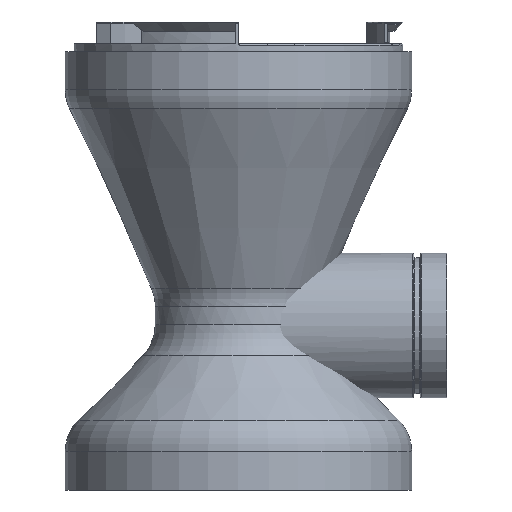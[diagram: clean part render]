
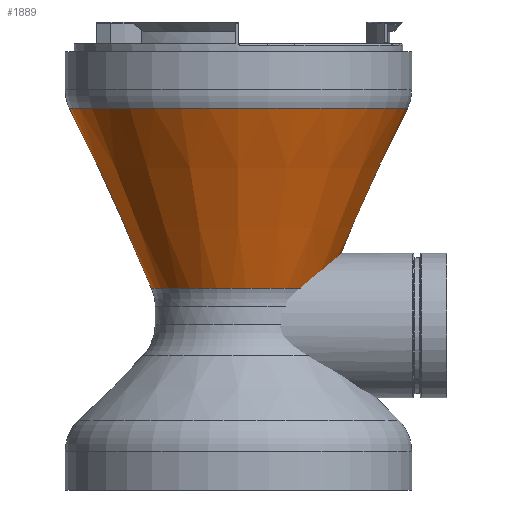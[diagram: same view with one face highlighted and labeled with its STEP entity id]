
A CAD part, left-side view. The second image highlights one B-rep face of the part: STEP entity #1889.
In plain terms, the highlighted conical face has half-angle 24.489 degrees and reference radius 60.605 mm.
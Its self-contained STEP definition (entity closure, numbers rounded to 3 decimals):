
#27=CONICAL_SURFACE('',#2062,60.605,0.427);
#169=FACE_OUTER_BOUND('',#283,.T.);
#283=EDGE_LOOP('',(#1497,#1498,#1499,#1500,#1501,#1502,#1503));
#396=CIRCLE('',#2060,77.201);
#397=CIRCLE('',#2061,77.201);
#398=CIRCLE('',#2063,39.799);
#399=CIRCLE('',#2064,39.799);
#508=B_SPLINE_CURVE_WITH_KNOTS('',3,(#3880,#3881,#3882,#3883,#3884,#3885,
#3886,#3887,#3888,#3889,#3890,#3891,#3892,#3893,#3894,#3895,#3896,#3897,
#3898,#3899,#3900,#3901,#3902,#3903,#3904,#3905),.UNSPECIFIED.,.F.,.F.,
(4,2,2,2,2,2,2,2,2,2,2,2,4),(2.039,2.151,2.869,
3.422,3.975,4.528,5.082,5.635,
6.188,6.741,7.295,8.012,8.124),
 .UNSPECIFIED.);
#613=LINE('',#3876,#694);
#694=VECTOR('',#2429,60.605);
#828=VERTEX_POINT('',#3869);
#829=VERTEX_POINT('',#3871);
#830=VERTEX_POINT('',#3875);
#831=VERTEX_POINT('',#3877);
#832=VERTEX_POINT('',#3879);
#1073=EDGE_CURVE('',#828,#829,#396,.T.);
#1074=EDGE_CURVE('',#829,#828,#397,.T.);
#1075=EDGE_CURVE('',#829,#830,#613,.T.);
#1076=EDGE_CURVE('',#831,#830,#398,.T.);
#1077=EDGE_CURVE('',#831,#832,#508,.T.);
#1078=EDGE_CURVE('',#830,#832,#399,.T.);
#1497=ORIENTED_EDGE('',*,*,#1073,.F.);
#1498=ORIENTED_EDGE('',*,*,#1074,.F.);
#1499=ORIENTED_EDGE('',*,*,#1075,.T.);
#1500=ORIENTED_EDGE('',*,*,#1076,.F.);
#1501=ORIENTED_EDGE('',*,*,#1077,.T.);
#1502=ORIENTED_EDGE('',*,*,#1078,.F.);
#1503=ORIENTED_EDGE('',*,*,#1075,.F.);
#1889=ADVANCED_FACE('',(#169),#27,.T.);
#2060=AXIS2_PLACEMENT_3D('',#3872,#2423,#2424);
#2061=AXIS2_PLACEMENT_3D('',#3873,#2425,#2426);
#2062=AXIS2_PLACEMENT_3D('',#3874,#2427,#2428);
#2063=AXIS2_PLACEMENT_3D('',#3878,#2430,#2431);
#2064=AXIS2_PLACEMENT_3D('',#3906,#2432,#2433);
#2423=DIRECTION('center_axis',(0.,0.,1.));
#2424=DIRECTION('ref_axis',(1.,0.,0.));
#2425=DIRECTION('center_axis',(0.,0.,1.));
#2426=DIRECTION('ref_axis',(1.,0.,0.));
#2427=DIRECTION('center_axis',(0.,0.,1.));
#2428=DIRECTION('ref_axis',(-1.,0.,0.));
#2429=DIRECTION('',(-0.415,0.,-0.91));
#2430=DIRECTION('center_axis',(0.,0.,-1.));
#2431=DIRECTION('ref_axis',(0.,1.,0.));
#2432=DIRECTION('center_axis',(0.,0.,-1.));
#2433=DIRECTION('ref_axis',(0.,1.,0.));
#3869=CARTESIAN_POINT('',(-77.201,0.,174.234));
#3871=CARTESIAN_POINT('',(77.201,0.,174.234));
#3872=CARTESIAN_POINT('Origin',(0.,0.,174.234));
#3873=CARTESIAN_POINT('Origin',(0.,0.,174.234));
#3874=CARTESIAN_POINT('Origin',(0.,0.,137.8));
#3875=CARTESIAN_POINT('',(39.799,0.,92.122));
#3876=CARTESIAN_POINT('',(60.605,0.,137.8));
#3877=CARTESIAN_POINT('',(-23.715,-31.962,92.122));
#3878=CARTESIAN_POINT('Origin',(0.,0.,92.122));
#3879=CARTESIAN_POINT('',(23.715,-31.962,92.122));
#3880=CARTESIAN_POINT('Ctrl Pts',(-23.715,-31.962,92.122));
#3881=CARTESIAN_POINT('Ctrl Pts',(-23.541,-32.227,92.362));
#3882=CARTESIAN_POINT('Ctrl Pts',(-23.364,-32.49,92.601));
#3883=CARTESIAN_POINT('Ctrl Pts',(-22.025,-34.408,94.341));
#3884=CARTESIAN_POINT('Ctrl Pts',(-20.704,-35.964,95.752));
#3885=CARTESIAN_POINT('Ctrl Pts',(-18.123,-38.449,98.008));
#3886=CARTESIAN_POINT('Ctrl Pts',(-16.841,-39.513,98.974));
#3887=CARTESIAN_POINT('Ctrl Pts',(-13.998,-41.456,100.737));
#3888=CARTESIAN_POINT('Ctrl Pts',(-12.437,-42.333,101.534));
#3889=CARTESIAN_POINT('Ctrl Pts',(-9.112,-43.784,102.852));
#3890=CARTESIAN_POINT('Ctrl Pts',(-7.344,-44.358,103.373));
#3891=CARTESIAN_POINT('Ctrl Pts',(-3.71,-45.128,104.073));
#3892=CARTESIAN_POINT('Ctrl Pts',(-1.844,-45.323,104.25));
#3893=CARTESIAN_POINT('Ctrl Pts',(1.844,-45.323,104.25));
#3894=CARTESIAN_POINT('Ctrl Pts',(3.71,-45.128,104.073));
#3895=CARTESIAN_POINT('Ctrl Pts',(7.344,-44.358,103.373));
#3896=CARTESIAN_POINT('Ctrl Pts',(9.112,-43.784,102.852));
#3897=CARTESIAN_POINT('Ctrl Pts',(12.437,-42.333,101.534));
#3898=CARTESIAN_POINT('Ctrl Pts',(13.998,-41.456,100.737));
#3899=CARTESIAN_POINT('Ctrl Pts',(16.841,-39.513,98.974));
#3900=CARTESIAN_POINT('Ctrl Pts',(18.123,-38.449,98.008));
#3901=CARTESIAN_POINT('Ctrl Pts',(20.704,-35.964,95.752));
#3902=CARTESIAN_POINT('Ctrl Pts',(22.025,-34.408,94.341));
#3903=CARTESIAN_POINT('Ctrl Pts',(23.364,-32.49,92.601));
#3904=CARTESIAN_POINT('Ctrl Pts',(23.541,-32.227,92.362));
#3905=CARTESIAN_POINT('Ctrl Pts',(23.715,-31.962,92.122));
#3906=CARTESIAN_POINT('Origin',(0.,0.,92.122));
